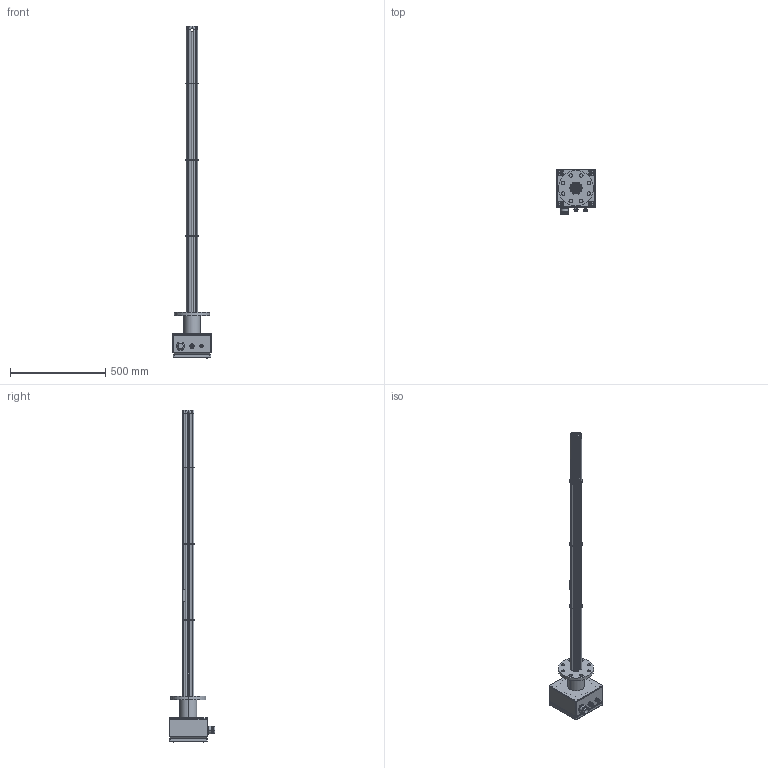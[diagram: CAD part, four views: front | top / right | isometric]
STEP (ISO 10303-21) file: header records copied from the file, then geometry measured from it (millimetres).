
FILE_DESCRIPTION (( 'STEP AP214' ), '1' );
FILE_NAME ('180009 - SSFHK 40 kW DN65 ET 1500 STEP.STEP', '2021-11-09T10:45:51', ( '' ), ( '' ), 'SwSTEP 2.0', 'SolidWorks 2021', '' );
FILE_SCHEMA (( 'AUTOMOTIVE_DESIGN' ));
Length unit declared in the file: millimetre
Products named in the file (22): Rohrheizkörper^SSFHK_DN65 - 6 RHK - 1500 mm; STB TF^Fühlerschutzrohre_SSFHK_1500 mm; Messingbrücken^SSFHK_TYP B - DN65 - 6 RHK; KV M16 WT MS^Kabelverschraubung_SSFHK; Anschlusskastenplatte^SSFHK_200; RHK^Rohrheizkörper_SSFHK_ET 1500; FSR STB^Fühlerschutzrohre_SSFHK; Kabelverschraubung^SSFHK_M40+M20+M16; SCREW^AK 200x200x120_Anschlusskasten_SSFHK; KV M40 WT MS^Kabelverschraubung_SSFHK; WB 10er^Fühlerschutzrohre_SSFHK; Distanzscheiben^SSFHK_DN65 - 6 RHK; 180009 - SSFHK 40 kW DN65 ET 1500 STEP; BODY^AK 200x200x120_Anschlusskasten_SSFHK; KV M20 WT MS^Kabelverschraubung_SSFHK; Fühlerschutzrohre^SSFHK_DN65 - 1500 mm; Anschlusskasten^SSFHK_200x200x120; Kühlstrecke^SSFHK_DN80; Flansch^SSFHK_DN65 - 6 RHK; VM^SSFHK_DN65 - 6 RHK - 1500mm; AK 200x200x120^Anschlusskasten_SSFHK; DECKEL^AK 200x200x120_Anschlusskasten_SSFHK
Assembly tree (31 placements, depth 4):
  180009 - SSFHK 40 kW DN65 ET 1500 STEP
    Flansch^SSFHK_DN65 - 6 RHK
    Rohrheizkörper^SSFHK_DN65 - 6 RHK - 1500 mm
      RHK^Rohrheizkörper_SSFHK_ET 1500  x6
    Distanzscheiben^SSFHK_DN65 - 6 RHK  x3
    Kühlstrecke^SSFHK_DN80
    Anschlusskastenplatte^SSFHK_200
    Fühlerschutzrohre^SSFHK_DN65 - 1500 mm
      FSR STB^Fühlerschutzrohre_SSFHK
      STB TF^Fühlerschutzrohre_SSFHK_1500 mm
      WB 10er^Fühlerschutzrohre_SSFHK
    Anschlusskasten^SSFHK_200x200x120
      AK 200x200x120^Anschlusskasten_SSFHK
        BODY^AK 200x200x120_Anschlusskasten_SSFHK
        DECKEL^AK 200x200x120_Anschlusskasten_SSFHK
        SCREW^AK 200x200x120_Anschlusskasten_SSFHK  x4
    Kabelverschraubung^SSFHK_M40+M20+M16
      KV M16 WT MS^Kabelverschraubung_SSFHK
      KV M20 WT MS^Kabelverschraubung_SSFHK
      KV M40 WT MS^Kabelverschraubung_SSFHK
    Messingbrücken^SSFHK_TYP B - DN65 - 6 RHK
    VM^SSFHK_DN65 - 6 RHK - 1500mm
Bounding box: 200 x 238.43 x 1740.75 mm (x, y, z)
Volume: 1608648 mm3; surface area: 1784734.5 mm2
Topology: 32 solids, 36 shells, 2009 faces, 5318 edges, 3438 vertices
Faces by surface type: cylinder 1216, plane 489, torus 190, cone 96, sphere 16, bspline 2
Entity records: 34802 total; most frequent: CARTESIAN_POINT 6542, DIRECTION 6058, ORIENTED_EDGE 5464, EDGE_CURVE 2732, AXIS2_PLACEMENT_3D 2409, VERTEX_POINT 1769, CIRCLE 1330, EDGE_LOOP 1249
